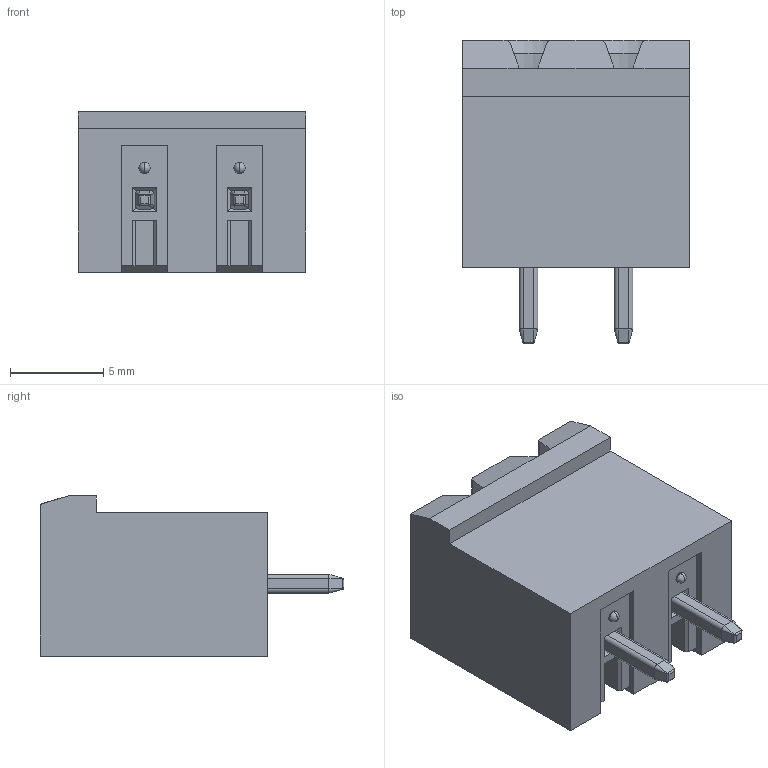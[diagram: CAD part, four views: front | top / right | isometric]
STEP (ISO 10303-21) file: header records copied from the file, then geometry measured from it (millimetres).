
FILE_DESCRIPTION (( 'STEP AP214' ), '1' );
FILE_NAME ('1755736.STEP', '2020-08-17T23:49:40', ( '' ), ( '' ), 'SwSTEP 2.0', 'SolidWorks 2017', '' );
FILE_SCHEMA (( 'AUTOMOTIVE_DESIGN' ));
Length unit declared in the file: millimetre
Products named in the file (1): 1755736
Bounding box: 12.16 x 16.25 x 8.57 mm (x, y, z)
Volume: 624.5 mm3; surface area: 1173.3 mm2
Topology: 3 solids, 3 shells, 254 faces, 653 edges, 388 vertices
Faces by surface type: plane 142, cylinder 70, cone 22, bspline 16, sphere 4
Entity records: 10469 total; most frequent: CARTESIAN_POINT 2732, ORIENTED_EDGE 1258, DIRECTION 1121, EDGE_CURVE 629, VECTOR 439, LINE 439, VERTEX_POINT 384, AXIS2_PLACEMENT_3D 341
